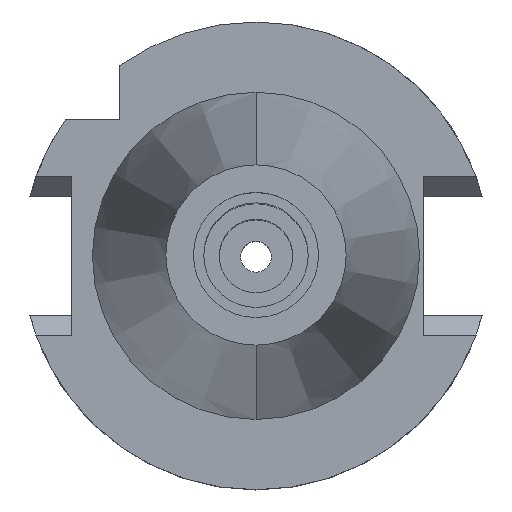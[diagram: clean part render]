
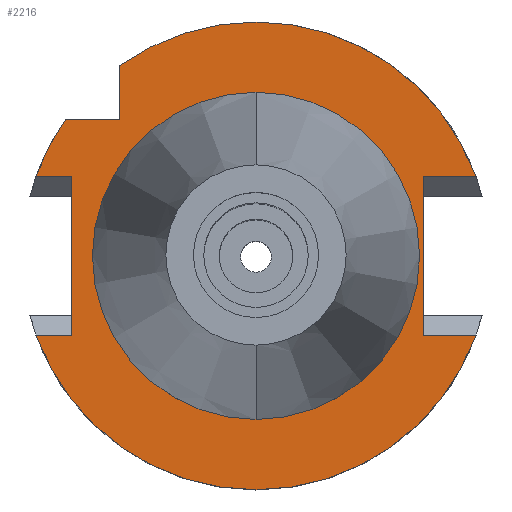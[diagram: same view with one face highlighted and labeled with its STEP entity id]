
A CAD part, top view. The second image highlights one B-rep face of the part: STEP entity #2216.
In plain terms, the highlighted planar face has unit normal (0, 0, 1).
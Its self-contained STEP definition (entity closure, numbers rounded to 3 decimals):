
#460=DIRECTION('',(0.,-1.,0.));
#461=VECTOR('',#460,7.334);
#462=CARTESIAN_POINT('',(-18.5,25.834,-1.));
#463=LINE('',#462,#461);
#609=DIRECTION('',(0.,-1.,0.));
#610=VECTOR('',#609,21.5);
#611=CARTESIAN_POINT('',(-25.,10.75,-1.));
#612=LINE('',#611,#610);
#682=DIRECTION('',(-1.,0.,0.));
#683=VECTOR('',#682,7.334);
#684=CARTESIAN_POINT('',(-18.5,18.5,-1.));
#685=LINE('',#684,#683);
#706=CARTESIAN_POINT('',(0.,0.,-1.));
#707=DIRECTION('',(0.,0.,-1.));
#708=DIRECTION('',(-0.582,0.813,0.));
#709=AXIS2_PLACEMENT_3D('',#706,#707,#708);
#714=CARTESIAN_POINT('',(0.,0.,-1.));
#715=DIRECTION('',(0.,0.,-1.));
#716=DIRECTION('',(0.,1.,0.));
#717=AXIS2_PLACEMENT_3D('',#714,#715,#716);
#722=DIRECTION('',(0.,-1.,0.));
#723=VECTOR('',#722,21.5);
#724=CARTESIAN_POINT('',(22.7,10.75,-1.));
#725=LINE('',#724,#723);
#729=DIRECTION('',(1.,0.,0.));
#730=VECTOR('',#729,7.201);
#731=CARTESIAN_POINT('',(22.7,-10.75,-1.));
#732=LINE('',#731,#730);
#736=CARTESIAN_POINT('',(0.,0.,-1.));
#737=DIRECTION('',(0.,0.,-1.));
#738=DIRECTION('',(0.941,-0.338,0.));
#739=AXIS2_PLACEMENT_3D('',#736,#737,#738);
#744=CARTESIAN_POINT('',(0.,0.,-1.));
#745=DIRECTION('',(0.,0.,-1.));
#746=DIRECTION('',(0.,-1.,0.));
#747=AXIS2_PLACEMENT_3D('',#744,#745,#746);
#752=DIRECTION('',(-1.,0.,0.));
#753=VECTOR('',#752,4.901);
#754=CARTESIAN_POINT('',(-25.,10.75,-1.));
#755=LINE('',#754,#753);
#759=CARTESIAN_POINT('',(0.,0.,-1.));
#760=DIRECTION('',(0.,0.,-1.));
#761=DIRECTION('',(-0.941,0.338,0.));
#762=AXIS2_PLACEMENT_3D('',#759,#760,#761);
#767=CARTESIAN_POINT('',(0.,0.,-1.));
#768=DIRECTION('',(0.,0.,1.));
#769=DIRECTION('',(0.,-1.,0.));
#770=AXIS2_PLACEMENT_3D('',#767,#768,#769);
#775=CARTESIAN_POINT('',(0.,0.,-1.));
#776=DIRECTION('',(0.,0.,1.));
#777=DIRECTION('',(0.,1.,0.));
#778=AXIS2_PLACEMENT_3D('',#775,#776,#777);
#800=CARTESIAN_POINT('',(29.901,10.75,-1.));
#956=DIRECTION('',(1.,0.,0.));
#957=VECTOR('',#956,7.201);
#958=CARTESIAN_POINT('',(22.7,10.75,-1.));
#959=LINE('',#958,#957);
#966=CARTESIAN_POINT('',(-29.901,-10.75,-1.));
#1000=DIRECTION('',(-1.,0.,0.));
#1001=VECTOR('',#1000,4.901);
#1002=CARTESIAN_POINT('',(-25.,-10.75,-1.));
#1003=LINE('',#1002,#1001);
#1441=CARTESIAN_POINT('',(-18.5,25.834,-1.));
#1442=VERTEX_POINT('',#1441);
#1443=CARTESIAN_POINT('',(-18.5,18.5,-1.));
#1444=VERTEX_POINT('',#1443);
#1474=CARTESIAN_POINT('',(-25.,10.75,-1.));
#1475=VERTEX_POINT('',#1474);
#1476=CARTESIAN_POINT('',(-25.,-10.75,-1.));
#1477=VERTEX_POINT('',#1476);
#1534=VERTEX_POINT('',#966);
#1535=CARTESIAN_POINT('',(0.,-31.775,-1.));
#1536=VERTEX_POINT('',#1535);
#1537=CARTESIAN_POINT('',(29.901,-10.75,-1.));
#1538=VERTEX_POINT('',#1537);
#1542=VERTEX_POINT('',#800);
#1543=CARTESIAN_POINT('',(0.,31.775,-1.));
#1544=VERTEX_POINT('',#1543);
#1545=CARTESIAN_POINT('',(-25.834,18.5,-1.));
#1546=VERTEX_POINT('',#1545);
#1547=CARTESIAN_POINT('',(-29.901,10.75,-1.));
#1548=VERTEX_POINT('',#1547);
#1549=CARTESIAN_POINT('',(22.7,10.75,-1.));
#1550=VERTEX_POINT('',#1549);
#1551=CARTESIAN_POINT('',(22.7,-10.75,-1.));
#1552=VERTEX_POINT('',#1551);
#1553=CARTESIAN_POINT('',(0.,-22.225,-1.));
#1554=CARTESIAN_POINT('',(0.,22.225,-1.));
#1555=VERTEX_POINT('',#1553);
#1556=VERTEX_POINT('',#1554);
#2181=CARTESIAN_POINT('',(0.,0.,-1.));
#2182=DIRECTION('',(0.,0.,-1.));
#2183=DIRECTION('',(0.,-1.,0.));
#2184=AXIS2_PLACEMENT_3D('',#2181,#2182,#2183);
#2185=PLANE('',#2184);
#2186=ORIENTED_EDGE('',*,*,#1961,.F.);
#2188=ORIENTED_EDGE('',*,*,#2187,.T.);
#2190=ORIENTED_EDGE('',*,*,#2189,.T.);
#2192=ORIENTED_EDGE('',*,*,#2191,.F.);
#2193=ORIENTED_EDGE('',*,*,#2021,.T.);
#2195=ORIENTED_EDGE('',*,*,#2194,.T.);
#2197=ORIENTED_EDGE('',*,*,#2196,.T.);
#2199=ORIENTED_EDGE('',*,*,#2198,.T.);
#2201=ORIENTED_EDGE('',*,*,#2200,.F.);
#2202=ORIENTED_EDGE('',*,*,#2108,.F.);
#2204=ORIENTED_EDGE('',*,*,#2203,.T.);
#2206=ORIENTED_EDGE('',*,*,#2205,.T.);
#2207=ORIENTED_EDGE('',*,*,#2163,.F.);
#2208=EDGE_LOOP('',(#2186,#2188,#2190,#2192,#2193,#2195,#2197,#2199,#2201,#2202,
#2204,#2206,#2207));
#2209=FACE_OUTER_BOUND('',#2208,.F.);
#2211=ORIENTED_EDGE('',*,*,#2210,.T.);
#2213=ORIENTED_EDGE('',*,*,#2212,.T.);
#2214=EDGE_LOOP('',(#2211,#2213));
#2215=FACE_BOUND('',#2214,.F.);
#710=CIRCLE('',#709,31.775);
#718=CIRCLE('',#717,31.775);
#740=CIRCLE('',#739,31.775);
#748=CIRCLE('',#747,31.775);
#763=CIRCLE('',#762,31.775);
#771=CIRCLE('',#770,22.225);
#779=CIRCLE('',#778,22.225);
#1961=EDGE_CURVE('',#1442,#1444,#463,.T.);
#2021=EDGE_CURVE('',#1550,#1552,#725,.T.);
#2108=EDGE_CURVE('',#1475,#1477,#612,.T.);
#2163=EDGE_CURVE('',#1444,#1546,#685,.T.);
#2187=EDGE_CURVE('',#1442,#1544,#710,.T.);
#2189=EDGE_CURVE('',#1544,#1542,#718,.T.);
#2191=EDGE_CURVE('',#1550,#1542,#959,.T.);
#2194=EDGE_CURVE('',#1552,#1538,#732,.T.);
#2196=EDGE_CURVE('',#1538,#1536,#740,.T.);
#2198=EDGE_CURVE('',#1536,#1534,#748,.T.);
#2200=EDGE_CURVE('',#1477,#1534,#1003,.T.);
#2203=EDGE_CURVE('',#1475,#1548,#755,.T.);
#2205=EDGE_CURVE('',#1548,#1546,#763,.T.);
#2210=EDGE_CURVE('',#1555,#1556,#771,.T.);
#2212=EDGE_CURVE('',#1556,#1555,#779,.T.);
#2216=ADVANCED_FACE('',(#2209,#2215),#2185,.F.);
